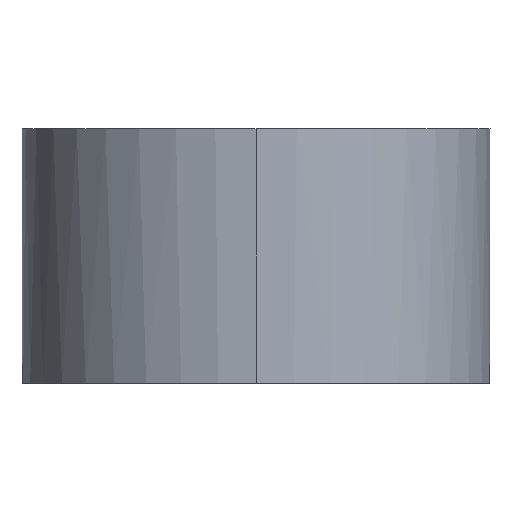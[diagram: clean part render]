
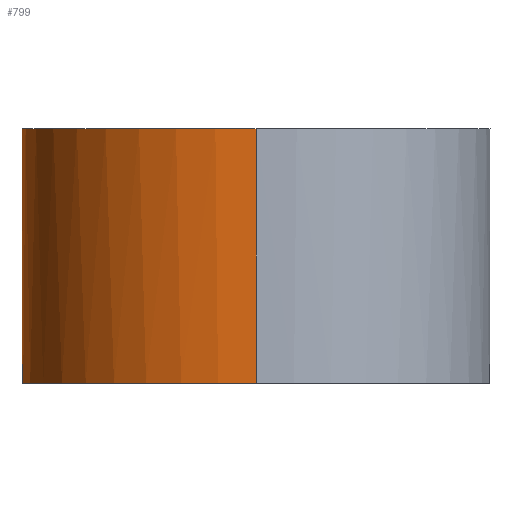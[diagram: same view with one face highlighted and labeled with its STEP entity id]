
A CAD part, left-side view. The second image highlights one B-rep face of the part: STEP entity #799.
In plain terms, the highlighted cylindrical face has radius 3.5 mm (diameter 7 mm), a partial arc.
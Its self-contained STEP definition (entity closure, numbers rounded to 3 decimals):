
#1 = DIRECTION ( 'NONE',  ( -1., 0., 0. ) ) ;
#6 = EDGE_CURVE ( 'NONE', #965, #142, #155, .T. ) ;
#8 = ORIENTED_EDGE ( 'NONE', *, *, #6, .T. ) ;
#27 = DIRECTION ( 'NONE',  ( 1., 0., 0. ) ) ;
#73 = CARTESIAN_POINT ( 'NONE',  ( 2.286, 2.65, 1.5 ) ) ;
#125 = CARTESIAN_POINT ( 'NONE',  ( 2.286, 2.65, 0. ) ) ;
#142 = VERTEX_POINT ( 'NONE', #364 ) ;
#143 = DIRECTION ( 'NONE',  ( 0., 0., 1. ) ) ;
#155 = CIRCLE ( 'NONE', #655, 3.5 ) ;
#166 = VERTEX_POINT ( 'NONE', #125 ) ;
#176 = DIRECTION ( 'NONE',  ( 0., 0., -1. ) ) ;
#184 = CARTESIAN_POINT ( 'NONE',  ( 0., 0., 1.5 ) ) ;
#227 = CIRCLE ( 'NONE', #592, 3.5 ) ;
#232 = EDGE_CURVE ( 'NONE', #949, #619, #710, .T. ) ;
#280 = EDGE_CURVE ( 'NONE', #166, #908, #227, .T. ) ;
#317 = CYLINDRICAL_SURFACE ( 'NONE', #974, 3.5 ) ;
#334 = CARTESIAN_POINT ( 'NONE',  ( -3.5, 0., 1.5 ) ) ;
#348 = EDGE_CURVE ( 'NONE', #142, #166, #620, .T. ) ;
#364 = CARTESIAN_POINT ( 'NONE',  ( 2.286, 2.65, 1.5 ) ) ;
#373 = ORIENTED_EDGE ( 'NONE', *, *, #969, .T. ) ;
#379 = CARTESIAN_POINT ( 'NONE',  ( 0., 0., 0. ) ) ;
#381 = ORIENTED_EDGE ( 'NONE', *, *, #348, .T. ) ;
#408 = DIRECTION ( 'NONE',  ( 0., 0., 1. ) ) ;
#413 = EDGE_LOOP ( 'NONE', ( #929, #373, #8, #381, #646, #689 ) ) ;
#444 = DIRECTION ( 'NONE',  ( 0., 0., 1. ) ) ;
#480 = EDGE_CURVE ( 'NONE', #619, #908, #862, .T. ) ;
#500 = AXIS2_PLACEMENT_3D ( 'NONE', #587, #143, #520 ) ;
#515 = LINE ( 'NONE', #860, #961 ) ;
#520 = DIRECTION ( 'NONE',  ( 1., 0., 0. ) ) ;
#587 = CARTESIAN_POINT ( 'NONE',  ( 0., 0., 3.8 ) ) ;
#592 = AXIS2_PLACEMENT_3D ( 'NONE', #379, #444, #676 ) ;
#619 = VERTEX_POINT ( 'NONE', #719 ) ;
#620 = LINE ( 'NONE', #73, #896 ) ;
#646 = ORIENTED_EDGE ( 'NONE', *, *, #280, .T. ) ;
#655 = AXIS2_PLACEMENT_3D ( 'NONE', #184, #408, #27 ) ;
#676 = DIRECTION ( 'NONE',  ( 1., 0., 0. ) ) ;
#682 = CARTESIAN_POINT ( 'NONE',  ( -3.5, 0., 0. ) ) ;
#689 = ORIENTED_EDGE ( 'NONE', *, *, #480, .F. ) ;
#702 = CARTESIAN_POINT ( 'NONE',  ( 3.5, 0., 1.5 ) ) ;
#710 = CIRCLE ( 'NONE', #500, 3.5 ) ;
#719 = CARTESIAN_POINT ( 'NONE',  ( -3.5, 0., 3.8 ) ) ;
#758 = DIRECTION ( 'NONE',  ( 0., 0., -1. ) ) ;
#761 = DIRECTION ( 'NONE',  ( 0., 0., -1. ) ) ;
#799 = ADVANCED_FACE ( 'NONE', ( #805 ), #317, .T. ) ;
#805 = FACE_OUTER_BOUND ( 'NONE', #413, .T. ) ;
#807 = VECTOR ( 'NONE', #933, 1000. ) ;
#847 = CARTESIAN_POINT ( 'NONE',  ( 3.5, 0., 3.8 ) ) ;
#860 = CARTESIAN_POINT ( 'NONE',  ( 3.5, 0., 1.5 ) ) ;
#862 = LINE ( 'NONE', #334, #807 ) ;
#896 = VECTOR ( 'NONE', #761, 1000. ) ;
#908 = VERTEX_POINT ( 'NONE', #682 ) ;
#929 = ORIENTED_EDGE ( 'NONE', *, *, #232, .F. ) ;
#933 = DIRECTION ( 'NONE',  ( 0., 0., -1. ) ) ;
#949 = VERTEX_POINT ( 'NONE', #847 ) ;
#961 = VECTOR ( 'NONE', #176, 1000. ) ;
#965 = VERTEX_POINT ( 'NONE', #702 ) ;
#969 = EDGE_CURVE ( 'NONE', #949, #965, #515, .T. ) ;
#974 = AXIS2_PLACEMENT_3D ( 'NONE', #982, #758, #1 ) ;
#982 = CARTESIAN_POINT ( 'NONE',  ( 0., 0., 1.5 ) ) ;
